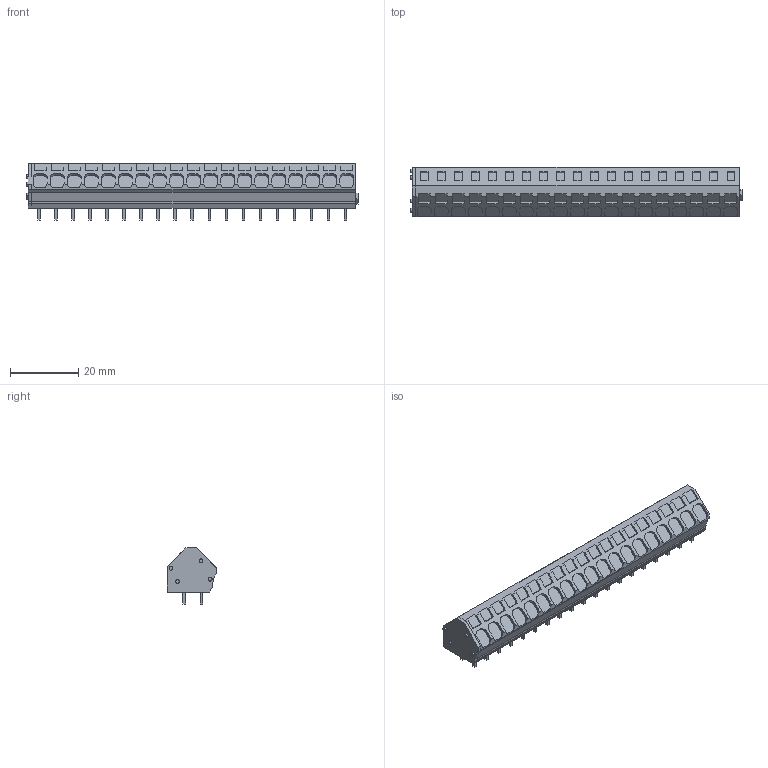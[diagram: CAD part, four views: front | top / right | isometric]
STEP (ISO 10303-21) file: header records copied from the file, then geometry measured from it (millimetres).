
FILE_DESCRIPTION(('CATIA V5R20 STEP214','CAx-IF Rec.Pracs.--- Model Styling and Organization---1.4--- 2014-01-23'),'2;1');
FILE_NAME ('028432-3_0', '2019-03-13T07:07:13+00:00', ('Weidmueller Interface'), ('Weidmueller'), 'CATIA Version 5-6 Release 2016 SP3 HF44', 'CATIA V5 STEP AP214', 'none');
FILE_SCHEMA(('AUTOMOTIVE_DESIGN { 1 0 10303 214 1 1 1 1 }'));
Length unit declared in the file: millimetre
Products named in the file (1): 1960200000
Bounding box: 97.5 x 14.5 x 16.48 mm (x, y, z)
Volume: 13605.4 mm3; surface area: 7179.4 mm2
Topology: 40 solids, 78 shells, 1102 faces, 2823 edges, 1901 vertices
Faces by surface type: plane 801, cylinder 301
Entity records: 30100 total; most frequent: CARTESIAN_POINT 6270, ORIENTED_EDGE 5646, DIRECTION 3519, EDGE_CURVE 2823, VECTOR 2164, LINE 2164, VERTEX_POINT 1901, EDGE_LOOP 1134
